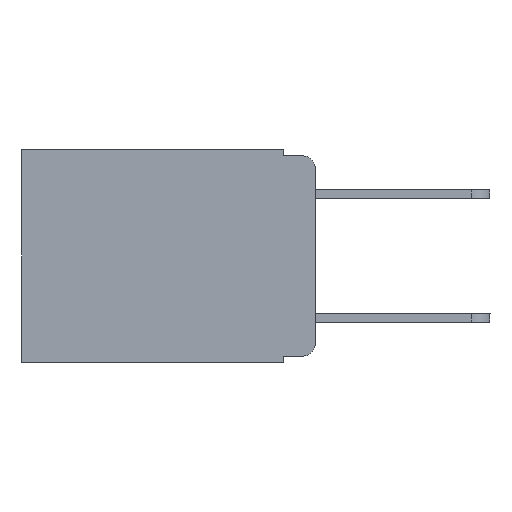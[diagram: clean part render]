
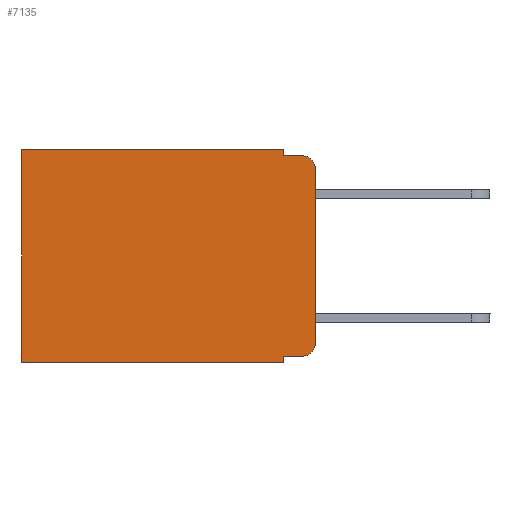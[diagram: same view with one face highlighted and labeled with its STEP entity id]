
A CAD part, left-side view. The second image highlights one B-rep face of the part: STEP entity #7135.
In plain terms, the highlighted planar face has unit normal (-1, 0, 0).
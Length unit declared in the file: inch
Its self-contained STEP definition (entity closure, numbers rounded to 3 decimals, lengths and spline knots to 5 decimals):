
#140 = CARTESIAN_POINT ( 'NONE',  ( 0.298, 0., 0. ) ) ;
#297 = VERTEX_POINT ( 'NONE', #16323 ) ;
#298 = VERTEX_POINT ( 'NONE', #15026 ) ;
#884 = ORIENTED_EDGE ( 'NONE', *, *, #4693, .F. ) ;
#1024 = VECTOR ( 'NONE', #2288, 39.37008 ) ;
#1154 = CARTESIAN_POINT ( 'NONE',  ( 0.298, 0.02, -0.313 ) ) ;
#1205 = DIRECTION ( 'NONE',  ( -1., 0., 0. ) ) ;
#1520 = VERTEX_POINT ( 'NONE', #3489 ) ;
#1877 = CARTESIAN_POINT ( 'NONE',  ( 0.298, 0.02, -0.333 ) ) ;
#1956 = DIRECTION ( 'NONE',  ( 0., 0., -1. ) ) ;
#1978 = ORIENTED_EDGE ( 'NONE', *, *, #8412, .F. ) ;
#2275 = DIRECTION ( 'NONE',  ( 0., -1., 0. ) ) ;
#2288 = DIRECTION ( 'NONE',  ( 0., 1., 0. ) ) ;
#2427 = CARTESIAN_POINT ( 'NONE',  ( 0.298, 0., -0.03 ) ) ;
#2647 = AXIS2_PLACEMENT_3D ( 'NONE', #1154, #1205, #15724 ) ;
#2763 = ORIENTED_EDGE ( 'NONE', *, *, #12465, .T. ) ;
#3370 = CARTESIAN_POINT ( 'NONE',  ( 0.298, 0.051, -0.01 ) ) ;
#3482 = ORIENTED_EDGE ( 'NONE', *, *, #12190, .T. ) ;
#3484 = VERTEX_POINT ( 'NONE', #8504 ) ;
#3489 = CARTESIAN_POINT ( 'NONE',  ( 0.298, 0., -0.313 ) ) ;
#3560 = LINE ( 'NONE', #13193, #11838 ) ;
#3792 = CARTESIAN_POINT ( 'NONE',  ( 0.298, 0.473, 0. ) ) ;
#4057 = VECTOR ( 'NONE', #10462, 39.37008 ) ;
#4263 = EDGE_CURVE ( 'NONE', #7361, #1520, #5637, .T. ) ;
#4314 = ORIENTED_EDGE ( 'NONE', *, *, #11531, .T. ) ;
#4429 = AXIS2_PLACEMENT_3D ( 'NONE', #11037, #15034, #1956 ) ;
#4543 = CARTESIAN_POINT ( 'NONE',  ( 0.298, 0.02, -0.03 ) ) ;
#4652 = CARTESIAN_POINT ( 'NONE',  ( 0.298, 0.051, 0. ) ) ;
#4693 = EDGE_CURVE ( 'NONE', #3484, #297, #3560, .T. ) ;
#4946 = FACE_OUTER_BOUND ( 'NONE', #11666, .T. ) ;
#5530 = DIRECTION ( 'NONE',  ( 0., 0., -1. ) ) ;
#5637 = LINE ( 'NONE', #140, #13095 ) ;
#5710 = VECTOR ( 'NONE', #2275, 39.37008 ) ;
#5839 = VERTEX_POINT ( 'NONE', #16604 ) ;
#5888 = EDGE_CURVE ( 'NONE', #8082, #12234, #14050, .T. ) ;
#6344 = CARTESIAN_POINT ( 'NONE',  ( 0.298, 0.473, 0. ) ) ;
#6445 = CIRCLE ( 'NONE', #2647, 0.02 ) ;
#6539 = LINE ( 'NONE', #3792, #13156 ) ;
#6772 = LINE ( 'NONE', #3370, #5710 ) ;
#7118 = ORIENTED_EDGE ( 'NONE', *, *, #15692, .F. ) ;
#7135 = ADVANCED_FACE ( 'NONE', ( #4946 ), #8351, .F. ) ;
#7361 = VERTEX_POINT ( 'NONE', #2427 ) ;
#7731 = CARTESIAN_POINT ( 'NONE',  ( 0.298, 0., -0.343 ) ) ;
#7827 = CARTESIAN_POINT ( 'NONE',  ( 0.298, 0.473, -0.343 ) ) ;
#8082 = VERTEX_POINT ( 'NONE', #9357 ) ;
#8351 = PLANE ( 'NONE',  #4429 ) ;
#8382 = DIRECTION ( 'NONE',  ( 0., 0., -1. ) ) ;
#8412 = EDGE_CURVE ( 'NONE', #297, #15498, #15449, .T. ) ;
#8504 = CARTESIAN_POINT ( 'NONE',  ( 0.298, 0.051, -0.333 ) ) ;
#8595 = LINE ( 'NONE', #4652, #13170 ) ;
#8912 = CARTESIAN_POINT ( 'NONE',  ( 0.298, 0., 0. ) ) ;
#9128 = ORIENTED_EDGE ( 'NONE', *, *, #14754, .T. ) ;
#9357 = CARTESIAN_POINT ( 'NONE',  ( 0.298, 0.051, 0. ) ) ;
#9433 = VECTOR ( 'NONE', #14158, 39.37008 ) ;
#9853 = DIRECTION ( 'NONE',  ( 0., 0., -1. ) ) ;
#10462 = DIRECTION ( 'NONE',  ( 0., 1., 0. ) ) ;
#10693 = ORIENTED_EDGE ( 'NONE', *, *, #5888, .T. ) ;
#11037 = CARTESIAN_POINT ( 'NONE',  ( 0.298, 0., 0. ) ) ;
#11531 = EDGE_CURVE ( 'NONE', #3484, #13098, #11714, .T. ) ;
#11666 = EDGE_LOOP ( 'NONE', ( #16537, #3482, #14785, #7118, #10693, #2763, #1978, #884, #4314, #9128 ) ) ;
#11714 = LINE ( 'NONE', #16802, #9433 ) ;
#11794 = DIRECTION ( 'NONE',  ( 0., 0., -1. ) ) ;
#11838 = VECTOR ( 'NONE', #11794, 39.37008 ) ;
#12190 = EDGE_CURVE ( 'NONE', #7361, #5839, #15445, .T. ) ;
#12234 = VERTEX_POINT ( 'NONE', #6344 ) ;
#12267 = DIRECTION ( 'NONE',  ( -1., 0., 0. ) ) ;
#12465 = EDGE_CURVE ( 'NONE', #12234, #15498, #6539, .T. ) ;
#13095 = VECTOR ( 'NONE', #5530, 39.37008 ) ;
#13098 = VERTEX_POINT ( 'NONE', #1877 ) ;
#13156 = VECTOR ( 'NONE', #14314, 39.37008 ) ;
#13170 = VECTOR ( 'NONE', #9853, 39.37008 ) ;
#13193 = CARTESIAN_POINT ( 'NONE',  ( 0.298, 0.051, 0. ) ) ;
#13342 = AXIS2_PLACEMENT_3D ( 'NONE', #4543, #12267, #8382 ) ;
#14050 = LINE ( 'NONE', #8912, #1024 ) ;
#14158 = DIRECTION ( 'NONE',  ( 0., -1., 0. ) ) ;
#14314 = DIRECTION ( 'NONE',  ( 0., 0., -1. ) ) ;
#14754 = EDGE_CURVE ( 'NONE', #13098, #1520, #6445, .T. ) ;
#14785 = ORIENTED_EDGE ( 'NONE', *, *, #15862, .F. ) ;
#15026 = CARTESIAN_POINT ( 'NONE',  ( 0.298, 0.051, -0.01 ) ) ;
#15034 = DIRECTION ( 'NONE',  ( 1., 0., 0. ) ) ;
#15445 = CIRCLE ( 'NONE', #13342, 0.02 ) ;
#15449 = LINE ( 'NONE', #7731, #4057 ) ;
#15498 = VERTEX_POINT ( 'NONE', #7827 ) ;
#15692 = EDGE_CURVE ( 'NONE', #8082, #298, #8595, .T. ) ;
#15724 = DIRECTION ( 'NONE',  ( 0., 0., -1. ) ) ;
#15862 = EDGE_CURVE ( 'NONE', #298, #5839, #6772, .T. ) ;
#16323 = CARTESIAN_POINT ( 'NONE',  ( 0.298, 0.051, -0.343 ) ) ;
#16537 = ORIENTED_EDGE ( 'NONE', *, *, #4263, .F. ) ;
#16604 = CARTESIAN_POINT ( 'NONE',  ( 0.298, 0.02, -0.01 ) ) ;
#16802 = CARTESIAN_POINT ( 'NONE',  ( 0.298, 0.051, -0.333 ) ) ;
